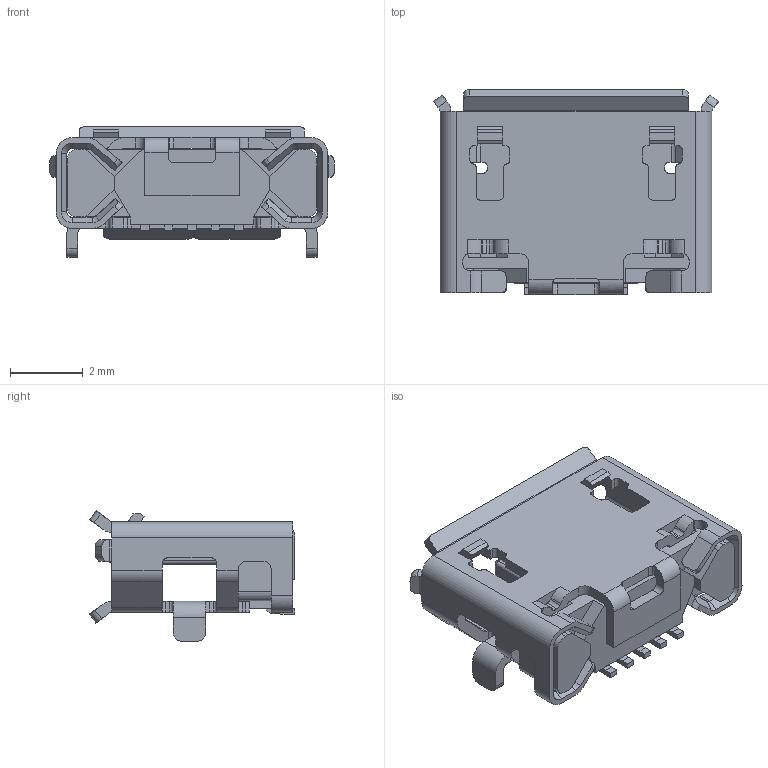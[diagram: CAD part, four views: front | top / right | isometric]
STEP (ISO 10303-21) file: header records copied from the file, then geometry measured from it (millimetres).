
FILE_DESCRIPTION (( 'STEP AP214' ), '1' );
FILE_NAME ('User Library-microusb2-1.STEP', '2020-03-03T01:55:30', ( '' ), ( '' ), 'SwSTEP 2.0', 'SolidWorks 2019', '' );
FILE_SCHEMA (( 'AUTOMOTIVE_DESIGN' ));
Length unit declared in the file: millimetre
Products named in the file (8): default_import_1_6; default_import_1; default_import_1_3; default_import_1_7; default_import_1_5; default_import_1_4; default_import_1_2; User Library-microusb2-1
Assembly tree (7 placements, depth 2):
  User Library-microusb2-1
    default_import_1
    default_import_1_2
    default_import_1_3
    default_import_1_4
    default_import_1_5
    default_import_1_6
    default_import_1_7
Bounding box: 7.86 x 5.66 x 3.6 mm (x, y, z)
Volume: 45.6 mm3; surface area: 298.7 mm2
Topology: 7 solids, 7 shells, 714 faces, 2010 edges, 1293 vertices
Faces by surface type: plane 440, cylinder 228, bspline 38, cone 8
Entity records: 33272 total; most frequent: CARTESIAN_POINT 7742, ORIENTED_EDGE 4010, DIRECTION 3064, EDGE_CURVE 2005, VERTEX_POINT 1293, LINE 1198, VECTOR 1198, AXIS2_PLACEMENT_3D 933
